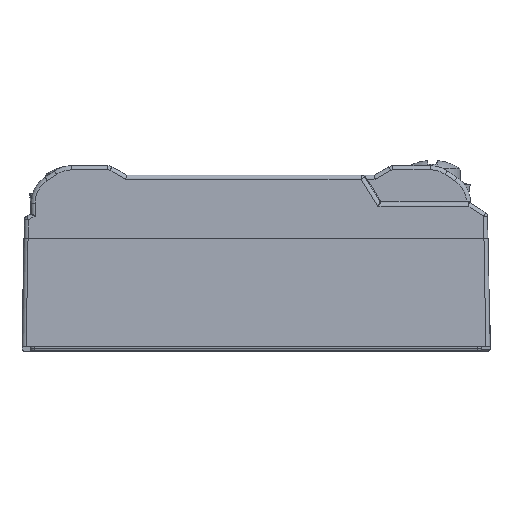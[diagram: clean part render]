
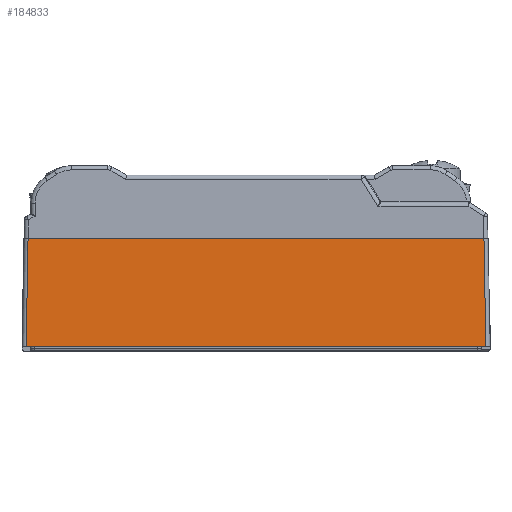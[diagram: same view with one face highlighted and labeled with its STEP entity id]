
A CAD part, top view. The second image highlights one B-rep face of the part: STEP entity #184833.
In plain terms, the highlighted planar face has unit normal (0, 0.018, 1).
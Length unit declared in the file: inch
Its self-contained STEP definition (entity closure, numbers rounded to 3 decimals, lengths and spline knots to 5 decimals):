
#13502 = DIRECTION ( 'NONE',  ( 0., 0.017, 1. ) ) ;
#16895 = DIRECTION ( 'NONE',  ( -0.017, -1., 0.017 ) ) ;
#25736 = EDGE_CURVE ( 'NONE', #78530, #86447, #220413, .T. ) ;
#33308 = VECTOR ( 'NONE', #90135, 39.37008 ) ;
#59695 = CARTESIAN_POINT ( 'NONE',  ( 1.09593, 0.52, 0.86592 ) ) ;
#63513 = EDGE_LOOP ( 'NONE', ( #188717, #166899, #227504, #95725 ) ) ;
#69546 = CARTESIAN_POINT ( 'NONE',  ( -1.09593, 0.52, 0.86592 ) ) ;
#76656 = DIRECTION ( 'NONE',  ( 1., 0., 0. ) ) ;
#78530 = VERTEX_POINT ( 'NONE', #69546 ) ;
#80152 = VECTOR ( 'NONE', #16895, 39.37008 ) ;
#86447 = VERTEX_POINT ( 'NONE', #59695 ) ;
#90135 = DIRECTION ( 'NONE',  ( -0.017, 1., -0.017 ) ) ;
#95725 = ORIENTED_EDGE ( 'NONE', *, *, #152101, .T. ) ;
#107274 = VERTEX_POINT ( 'NONE', #119888 ) ;
#110916 = CARTESIAN_POINT ( 'NONE',  ( 1.105, 0., 0.875 ) ) ;
#117267 = CARTESIAN_POINT ( 'NONE',  ( -1.125, 0., 0.875 ) ) ;
#119841 = CARTESIAN_POINT ( 'NONE',  ( -1.09593, 0.52, 0.86592 ) ) ;
#119888 = CARTESIAN_POINT ( 'NONE',  ( -1.105, 0., 0.875 ) ) ;
#137179 = CARTESIAN_POINT ( 'NONE',  ( -1.125, 0., 0.875 ) ) ;
#143200 = LINE ( 'NONE', #110916, #33308 ) ;
#146590 = VERTEX_POINT ( 'NONE', #162015 ) ;
#152101 = EDGE_CURVE ( 'NONE', #146590, #86447, #143200, .T. ) ;
#156193 = PLANE ( 'NONE',  #239824 ) ;
#157648 = FACE_OUTER_BOUND ( 'NONE', #63513, .T. ) ;
#158024 = DIRECTION ( 'NONE',  ( 0., -1., 0.017 ) ) ;
#159451 = VECTOR ( 'NONE', #76656, 39.37008 ) ;
#162015 = CARTESIAN_POINT ( 'NONE',  ( 1.105, 0., 0.875 ) ) ;
#165331 = VECTOR ( 'NONE', #237443, 39.37008 ) ;
#166899 = ORIENTED_EDGE ( 'NONE', *, *, #174102, .T. ) ;
#174102 = EDGE_CURVE ( 'NONE', #78530, #107274, #245102, .T. ) ;
#184833 = ADVANCED_FACE ( 'NONE', ( #157648 ), #156193, .T. ) ;
#188717 = ORIENTED_EDGE ( 'NONE', *, *, #25736, .F. ) ;
#220413 = LINE ( 'NONE', #236569, #165331 ) ;
#221041 = LINE ( 'NONE', #117267, #159451 ) ;
#227504 = ORIENTED_EDGE ( 'NONE', *, *, #235678, .T. ) ;
#235678 = EDGE_CURVE ( 'NONE', #107274, #146590, #221041, .T. ) ;
#236569 = CARTESIAN_POINT ( 'NONE',  ( -0.94, 0.52, 0.86592 ) ) ;
#237443 = DIRECTION ( 'NONE',  ( 1., 0., 0. ) ) ;
#239824 = AXIS2_PLACEMENT_3D ( 'NONE', #137179, #13502, #158024 ) ;
#245102 = LINE ( 'NONE', #119841, #80152 ) ;
